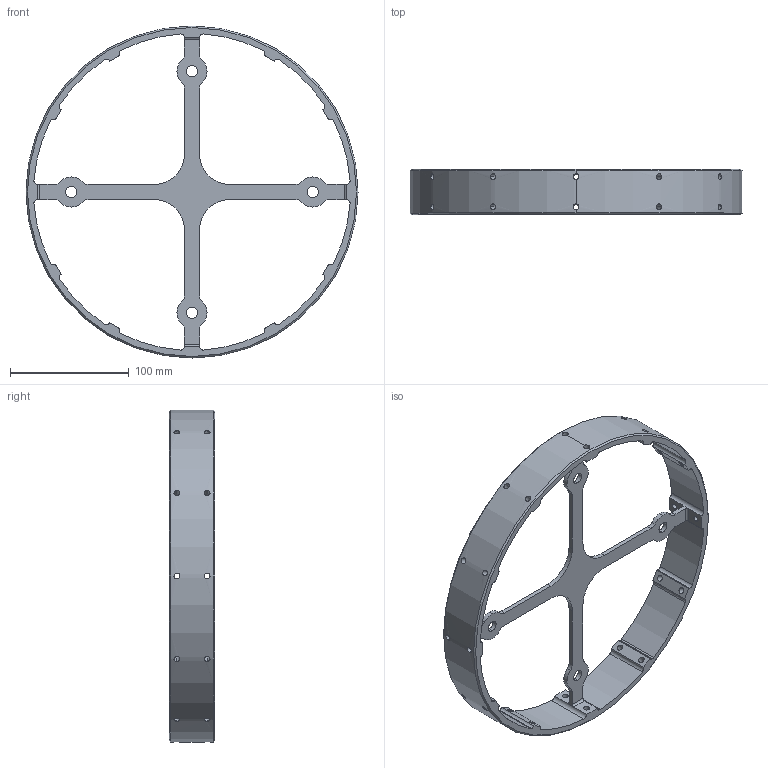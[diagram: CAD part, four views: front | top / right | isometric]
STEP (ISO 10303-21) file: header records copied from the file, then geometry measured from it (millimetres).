
FILE_DESCRIPTION (( 'STEP AP214' ), '1' );
FILE_NAME ('bulkhead-above-inert.STEP', '2017-11-16T08:28:21', ( '' ), ( '' ), 'SwSTEP 2.0', 'SolidWorks 2016', '' );
FILE_SCHEMA (( 'AUTOMOTIVE_DESIGN' ));
Length unit declared in the file: inch
Products named in the file (1): bulkhead-above-inert
Bounding box: 279.4 x 38.1 x 279.4 mm (x, y, z)
Volume: 248518.6 mm3; surface area: 99044.4 mm2
Topology: 1 solids, 1 shells, 178 faces, 554 edges, 368 vertices
Faces by surface type: cylinder 138, plane 36, cone 4
Entity records: 7810 total; most frequent: CARTESIAN_POINT 2629, ORIENTED_EDGE 1108, DIRECTION 1072, EDGE_CURVE 554, AXIS2_PLACEMENT_3D 411, VERTEX_POINT 368, LINE 250, VECTOR 250
